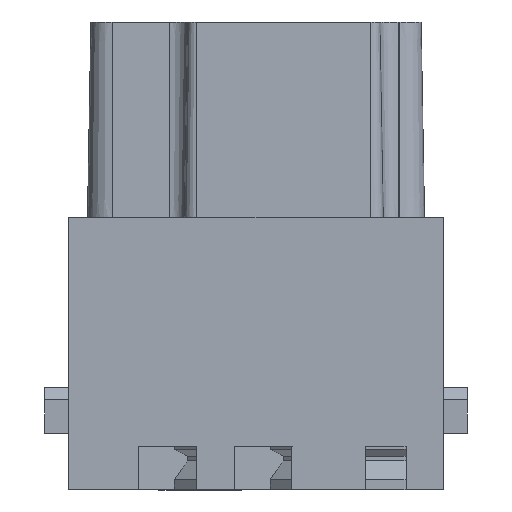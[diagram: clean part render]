
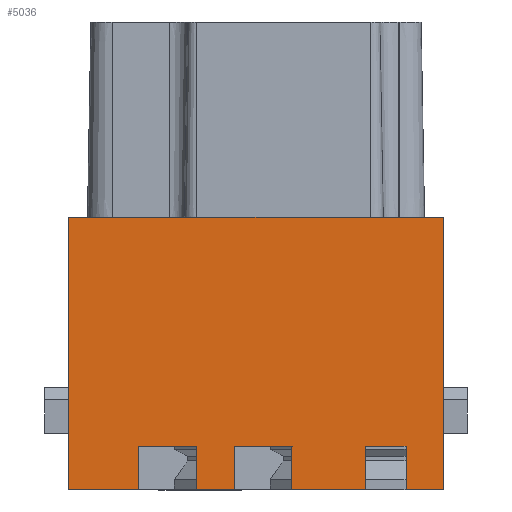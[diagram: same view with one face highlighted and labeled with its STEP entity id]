
A CAD part, left-side view. The second image highlights one B-rep face of the part: STEP entity #5036.
In plain terms, the highlighted planar face has unit normal (-1, 0, 0).
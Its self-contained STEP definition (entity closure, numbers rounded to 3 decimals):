
#4426=FACE_OUTER_BOUND('',#6356,.T.);
#5036=ADVANCED_FACE('',(#4426),#5691,.F.);
#5691=PLANE('',#19733);
#6356=EDGE_LOOP('',(#7908,#7909,#7910,#7911,#7912,#7913,#7914,#7915,#7916,
#7917,#7918,#7919,#7920,#7921,#7922,#7923));
#7908=ORIENTED_EDGE('',*,*,#12430,.F.);
#7909=ORIENTED_EDGE('',*,*,#11985,.F.);
#7910=ORIENTED_EDGE('',*,*,#12369,.T.);
#7911=ORIENTED_EDGE('',*,*,#12394,.F.);
#7912=ORIENTED_EDGE('',*,*,#12346,.F.);
#7913=ORIENTED_EDGE('',*,*,#12051,.F.);
#7914=ORIENTED_EDGE('',*,*,#12228,.F.);
#7915=ORIENTED_EDGE('',*,*,#12234,.F.);
#7916=ORIENTED_EDGE('',*,*,#12237,.F.);
#7917=ORIENTED_EDGE('',*,*,#12029,.F.);
#7918=ORIENTED_EDGE('',*,*,#12252,.F.);
#7919=ORIENTED_EDGE('',*,*,#12258,.F.);
#7920=ORIENTED_EDGE('',*,*,#12260,.F.);
#7921=ORIENTED_EDGE('',*,*,#12007,.F.);
#7922=ORIENTED_EDGE('',*,*,#12423,.F.);
#7923=ORIENTED_EDGE('',*,*,#12429,.F.);
#10784=VERTEX_POINT('',#25003);
#10785=VERTEX_POINT('',#25005);
#10806=VERTEX_POINT('',#25047);
#10807=VERTEX_POINT('',#25049);
#10828=VERTEX_POINT('',#25091);
#10829=VERTEX_POINT('',#25093);
#10850=VERTEX_POINT('',#25135);
#10851=VERTEX_POINT('',#25137);
#11021=VERTEX_POINT('',#25695);
#11025=VERTEX_POINT('',#25706);
#11039=VERTEX_POINT('',#25744);
#11043=VERTEX_POINT('',#25755);
#11106=VERTEX_POINT('',#25938);
#11123=VERTEX_POINT('',#25986);
#11151=VERTEX_POINT('',#26095);
#11155=VERTEX_POINT('',#26106);
#11985=EDGE_CURVE('',#10784,#10785,#15514,.T.);
#12007=EDGE_CURVE('',#10806,#10807,#15531,.T.);
#12029=EDGE_CURVE('',#10828,#10829,#15548,.T.);
#12051=EDGE_CURVE('',#10850,#10851,#15565,.T.);
#12228=EDGE_CURVE('',#11021,#10850,#15653,.T.);
#12234=EDGE_CURVE('',#11025,#11021,#15659,.T.);
#12237=EDGE_CURVE('',#10829,#11025,#15662,.T.);
#12252=EDGE_CURVE('',#11039,#10828,#15675,.T.);
#12258=EDGE_CURVE('',#11043,#11039,#15681,.T.);
#12260=EDGE_CURVE('',#10807,#11043,#15683,.T.);
#12346=EDGE_CURVE('',#10851,#11106,#15763,.T.);
#12369=EDGE_CURVE('',#10784,#11123,#15784,.T.);
#12394=EDGE_CURVE('',#11106,#11123,#15797,.T.);
#12423=EDGE_CURVE('',#11151,#10806,#15824,.T.);
#12429=EDGE_CURVE('',#11155,#11151,#15830,.T.);
#12430=EDGE_CURVE('',#10785,#11155,#15831,.T.);
#15514=LINE('',#25004,#16904);
#15531=LINE('',#25048,#16921);
#15548=LINE('',#25092,#16938);
#15565=LINE('',#25136,#16955);
#15653=LINE('',#25696,#17043);
#15659=LINE('',#25707,#17049);
#15662=LINE('',#25713,#17052);
#15675=LINE('',#25745,#17065);
#15681=LINE('',#25756,#17071);
#15683=LINE('',#25760,#17073);
#15763=LINE('',#25939,#17153);
#15784=LINE('',#25987,#17174);
#15797=LINE('',#26037,#17187);
#15824=LINE('',#26096,#17214);
#15830=LINE('',#26107,#17220);
#15831=LINE('',#26109,#17221);
#16904=VECTOR('',#20618,1.);
#16921=VECTOR('',#20645,1.);
#16938=VECTOR('',#20672,1.);
#16955=VECTOR('',#20699,1.);
#17043=VECTOR('',#20853,1.);
#17049=VECTOR('',#20861,1.);
#17052=VECTOR('',#20866,1.);
#17065=VECTOR('',#20893,1.);
#17071=VECTOR('',#20901,1.);
#17073=VECTOR('',#20905,1.);
#17153=VECTOR('',#21059,1.);
#17174=VECTOR('',#21100,1.);
#17187=VECTOR('',#21139,1.);
#17214=VECTOR('',#21222,1.);
#17220=VECTOR('',#21230,1.);
#17221=VECTOR('',#21233,1.);
#19733=AXIS2_PLACEMENT_3D('',#26110,#21234,#21235);
#20618=DIRECTION('',(0.,1.,0.));
#20645=DIRECTION('',(0.,1.,0.));
#20672=DIRECTION('',(0.,1.,0.));
#20699=DIRECTION('',(0.,1.,0.));
#20853=DIRECTION('',(0.,0.,-1.));
#20861=DIRECTION('',(0.,1.,0.));
#20866=DIRECTION('',(0.,0.,1.));
#20893=DIRECTION('',(0.,0.,-1.));
#20901=DIRECTION('',(0.,1.,0.));
#20905=DIRECTION('',(0.,0.,1.));
#21059=DIRECTION('',(0.,0.,1.));
#21100=DIRECTION('',(0.,0.,1.));
#21139=DIRECTION('',(0.,-1.,0.));
#21222=DIRECTION('',(0.,0.,-1.));
#21230=DIRECTION('',(0.,1.,0.));
#21233=DIRECTION('',(0.,0.,1.));
#21234=DIRECTION('',(1.,0.,0.));
#21235=DIRECTION('',(0.,-1.,0.));
#25003=CARTESIAN_POINT('',(-7.3,-15.15,-4.55));
#25004=CARTESIAN_POINT('',(-7.3,-15.15,-4.55));
#25005=CARTESIAN_POINT('',(-7.3,-12.15,-4.55));
#25047=CARTESIAN_POINT('',(-7.3,-8.85,-4.55));
#25048=CARTESIAN_POINT('',(-7.3,-8.85,-4.55));
#25049=CARTESIAN_POINT('',(-7.3,-2.908,-4.55));
#25091=CARTESIAN_POINT('',(-7.3,1.758,-4.55));
#25092=CARTESIAN_POINT('',(-7.3,1.758,-4.55));
#25093=CARTESIAN_POINT('',(-7.3,4.842,-4.55));
#25135=CARTESIAN_POINT('',(-7.3,9.508,-4.55));
#25136=CARTESIAN_POINT('',(-7.3,9.508,-4.55));
#25137=CARTESIAN_POINT('',(-7.3,15.15,-4.55));
#25695=CARTESIAN_POINT('',(-7.3,9.508,-1.05));
#25696=CARTESIAN_POINT('',(-7.3,9.508,-1.05));
#25706=CARTESIAN_POINT('',(-7.3,4.842,-1.05));
#25707=CARTESIAN_POINT('',(-7.3,5.065,-1.05));
#25713=CARTESIAN_POINT('',(-7.3,4.842,-4.55));
#25744=CARTESIAN_POINT('',(-7.3,1.758,-1.05));
#25745=CARTESIAN_POINT('',(-7.3,1.758,-1.05));
#25755=CARTESIAN_POINT('',(-7.3,-2.908,-1.05));
#25756=CARTESIAN_POINT('',(-7.3,-2.685,-1.05));
#25760=CARTESIAN_POINT('',(-7.3,-2.908,-4.55));
#25938=CARTESIAN_POINT('',(-7.3,15.15,17.5));
#25939=CARTESIAN_POINT('',(-7.3,15.15,-4.55));
#25986=CARTESIAN_POINT('',(-7.3,-15.15,17.5));
#25987=CARTESIAN_POINT('',(-7.3,-15.15,-4.55));
#26037=CARTESIAN_POINT('',(-7.3,15.15,17.5));
#26095=CARTESIAN_POINT('',(-7.3,-8.85,-1.05));
#26096=CARTESIAN_POINT('',(-7.3,-8.85,-1.05));
#26106=CARTESIAN_POINT('',(-7.3,-12.15,-1.05));
#26107=CARTESIAN_POINT('',(-7.3,-12.15,-1.05));
#26109=CARTESIAN_POINT('',(-7.3,-12.15,-4.55));
#26110=CARTESIAN_POINT('',(-7.3,15.25,18.91));
